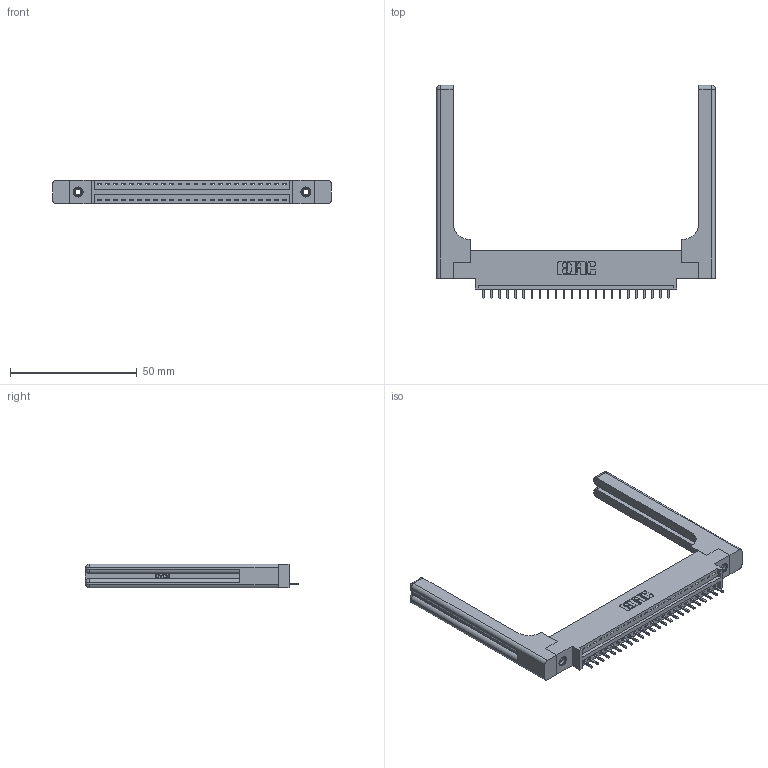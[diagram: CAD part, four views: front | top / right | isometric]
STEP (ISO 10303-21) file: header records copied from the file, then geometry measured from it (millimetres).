
FILE_DESCRIPTION (( 'STEP AP203' ), '1' );
FILE_NAME ('396-024-521-658.STEP', '2019-10-27T05:44:18', ( '' ), ( '' ), 'SwSTEP 2.0', 'SolidWorks 2016', '' );
FILE_SCHEMA (( 'CONFIG_CONTROL_DESIGN' ));
Length unit declared in the file: inch
Products named in the file (5): 396-024-521-658; 346 Part_0.170 Offset - 0.156 Dia-TH; 345-250-001_345-250-001-102; 346-220-058_345-220-058; 345-292-001_345-293-121
Assembly tree (29 placements, depth 2):
  396-024-521-658
    346 Part_0.170 Offset - 0.156 Dia-TH
    345-292-001_345-293-121  x24
    345-250-001_345-250-001-102  x2
    346-220-058_345-220-058  x2
Bounding box: 110.26 x 84.33 x 9.4 mm (x, y, z)
Volume: 17725.9 mm3; surface area: 17622.2 mm2
Topology: 29 solids, 29 shells, 1774 faces, 5231 edges, 3434 vertices
Faces by surface type: plane 1188, cylinder 526, bspline 36, cone 12, sphere 8, torus 4
Entity records: 22650 total; most frequent: CARTESIAN_POINT 4869, ORIENTED_EDGE 3624, DIRECTION 3248, EDGE_CURVE 1812, LINE 1492, VECTOR 1492, VERTEX_POINT 1198, AXIS2_PLACEMENT_3D 878
